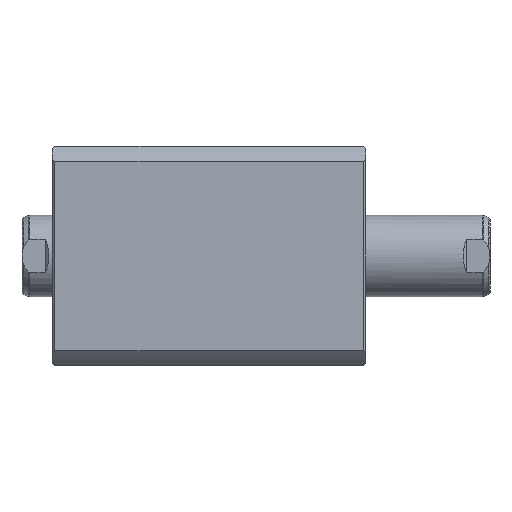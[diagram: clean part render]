
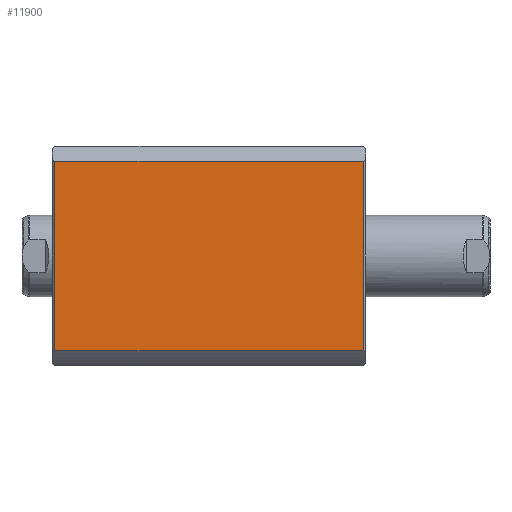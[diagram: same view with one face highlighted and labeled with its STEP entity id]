
A CAD part, left-side view. The second image highlights one B-rep face of the part: STEP entity #11900.
In plain terms, the highlighted planar face has unit normal (-1, 0, 0).
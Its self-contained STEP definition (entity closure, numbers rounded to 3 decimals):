
#677 = CARTESIAN_POINT ( 'NONE',  ( -47., -40.435, 300. ) ) ;
#754 = ORIENTED_EDGE ( 'NONE', *, *, #10587, .F. ) ;
#1043 = EDGE_CURVE ( 'NONE', #1627, #4673, #12767, .T. ) ;
#1554 = DIRECTION ( 'NONE',  ( 0., 0., 1. ) ) ;
#1627 = VERTEX_POINT ( 'NONE', #7106 ) ;
#1737 = DIRECTION ( 'NONE',  ( 0., 0., -1. ) ) ;
#2124 = PLANE ( 'NONE',  #2887 ) ;
#2142 = ORIENTED_EDGE ( 'NONE', *, *, #3300, .T. ) ;
#2286 = DIRECTION ( 'NONE',  ( 0., 1., 0. ) ) ;
#2478 = CARTESIAN_POINT ( 'NONE',  ( -47., 40.435, 300. ) ) ;
#2878 = CARTESIAN_POINT ( 'NONE',  ( -47., -40.435, 1. ) ) ;
#2887 = AXIS2_PLACEMENT_3D ( 'NONE', #11425, #12467, #6298 ) ;
#3300 = EDGE_CURVE ( 'NONE', #1627, #3384, #10834, .T. ) ;
#3384 = VERTEX_POINT ( 'NONE', #2878 ) ;
#4305 = FACE_OUTER_BOUND ( 'NONE', #5207, .T. ) ;
#4389 = ORIENTED_EDGE ( 'NONE', *, *, #12851, .T. ) ;
#4557 = VECTOR ( 'NONE', #1554, 1000. ) ;
#4587 = CARTESIAN_POINT ( 'NONE',  ( -47., -40.435, 133. ) ) ;
#4661 = VECTOR ( 'NONE', #1737, 1000. ) ;
#4673 = VERTEX_POINT ( 'NONE', #6089 ) ;
#5207 = EDGE_LOOP ( 'NONE', ( #754, #4389, #5356, #2142 ) ) ;
#5337 = CARTESIAN_POINT ( 'NONE',  ( -47., 47., 133. ) ) ;
#5356 = ORIENTED_EDGE ( 'NONE', *, *, #1043, .F. ) ;
#5364 = CARTESIAN_POINT ( 'NONE',  ( -47., 47., 1. ) ) ;
#5683 = VECTOR ( 'NONE', #9950, 1000. ) ;
#6089 = CARTESIAN_POINT ( 'NONE',  ( -47., 40.435, 133. ) ) ;
#6298 = DIRECTION ( 'NONE',  ( 0., 1., 0. ) ) ;
#7106 = CARTESIAN_POINT ( 'NONE',  ( -47., 40.435, 1. ) ) ;
#8470 = VERTEX_POINT ( 'NONE', #4587 ) ;
#9950 = DIRECTION ( 'NONE',  ( 0., -1., 0. ) ) ;
#10100 = LINE ( 'NONE', #5337, #12852 ) ;
#10587 = EDGE_CURVE ( 'NONE', #8470, #3384, #12545, .T. ) ;
#10834 = LINE ( 'NONE', #5364, #5683 ) ;
#11425 = CARTESIAN_POINT ( 'NONE',  ( -47., 47., 134. ) ) ;
#11900 = ADVANCED_FACE ( 'NONE', ( #4305 ), #2124, .F. ) ;
#12467 = DIRECTION ( 'NONE',  ( 1., 0., 0. ) ) ;
#12545 = LINE ( 'NONE', #677, #4661 ) ;
#12767 = LINE ( 'NONE', #2478, #4557 ) ;
#12851 = EDGE_CURVE ( 'NONE', #8470, #4673, #10100, .T. ) ;
#12852 = VECTOR ( 'NONE', #2286, 1000. ) ;
